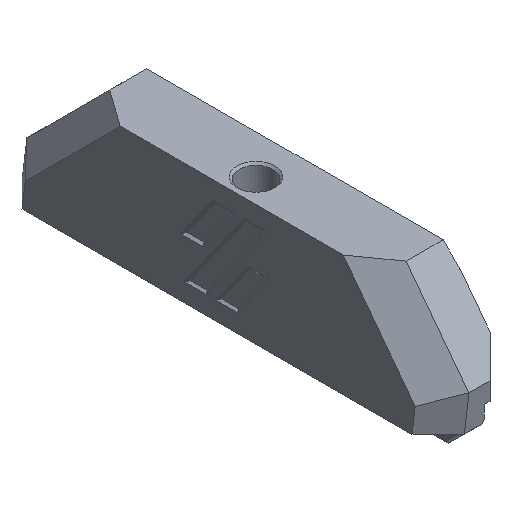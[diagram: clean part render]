
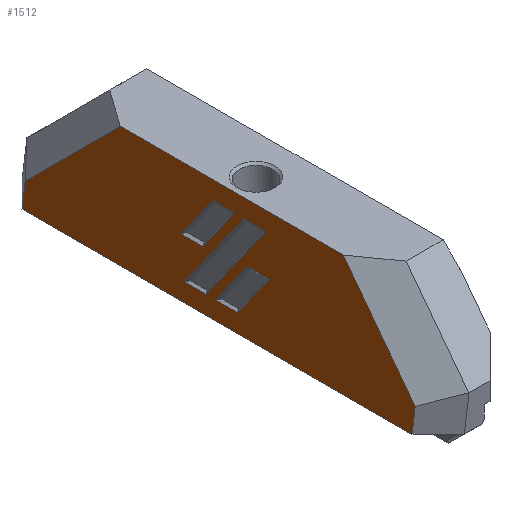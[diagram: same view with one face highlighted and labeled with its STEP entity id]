
A CAD part, isometric view. The second image highlights one B-rep face of the part: STEP entity #1512.
In plain terms, the highlighted planar face has unit normal (-0.99, 0, 0.139).
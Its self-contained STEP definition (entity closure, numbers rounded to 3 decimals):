
#24=FACE_BOUND('',#205,.T.);
#25=FACE_BOUND('',#206,.T.);
#26=FACE_BOUND('',#207,.T.);
#121=FACE_OUTER_BOUND('',#204,.T.);
#204=EDGE_LOOP('',(#1284,#1285,#1286,#1287,#1288,#1289));
#205=EDGE_LOOP('',(#1290,#1291,#1292,#1293));
#206=EDGE_LOOP('',(#1294,#1295,#1296,#1297));
#207=EDGE_LOOP('',(#1298,#1299,#1300,#1301));
#288=LINE('',#2172,#476);
#347=LINE('',#2316,#535);
#350=LINE('',#2321,#538);
#352=LINE('',#2325,#540);
#354=LINE('',#2328,#542);
#356=LINE('',#2333,#544);
#358=LINE('',#2337,#546);
#360=LINE('',#2341,#548);
#362=LINE('',#2344,#550);
#363=LINE('',#2348,#551);
#367=LINE('',#2356,#555);
#372=LINE('',#2367,#560);
#375=LINE('',#2372,#563);
#377=LINE('',#2376,#565);
#379=LINE('',#2379,#567);
#381=LINE('',#2384,#569);
#397=LINE('',#2611,#585);
#398=LINE('',#2613,#586);
#476=VECTOR('',#1756,1000.);
#535=VECTOR('',#1877,10.);
#538=VECTOR('',#1882,10.);
#540=VECTOR('',#1886,10.);
#542=VECTOR('',#1890,10.);
#544=VECTOR('',#1894,10.);
#546=VECTOR('',#1898,10.);
#548=VECTOR('',#1902,10.);
#550=VECTOR('',#1906,10.);
#551=VECTOR('',#1909,10.);
#555=VECTOR('',#1915,10.);
#560=VECTOR('',#1922,10.);
#563=VECTOR('',#1927,10.);
#565=VECTOR('',#1931,10.);
#567=VECTOR('',#1935,10.);
#569=VECTOR('',#1939,10.);
#585=VECTOR('',#1987,10.);
#586=VECTOR('',#1990,10.);
#643=VERTEX_POINT('',#2169);
#644=VERTEX_POINT('',#2171);
#697=VERTEX_POINT('',#2314);
#698=VERTEX_POINT('',#2315);
#699=VERTEX_POINT('',#2320);
#700=VERTEX_POINT('',#2324);
#701=VERTEX_POINT('',#2330);
#702=VERTEX_POINT('',#2332);
#703=VERTEX_POINT('',#2336);
#704=VERTEX_POINT('',#2340);
#705=VERTEX_POINT('',#2346);
#706=VERTEX_POINT('',#2347);
#709=VERTEX_POINT('',#2355);
#713=VERTEX_POINT('',#2365);
#714=VERTEX_POINT('',#2366);
#715=VERTEX_POINT('',#2371);
#716=VERTEX_POINT('',#2375);
#718=VERTEX_POINT('',#2383);
#800=EDGE_CURVE('',#643,#644,#288,.T.);
#870=EDGE_CURVE('',#697,#698,#347,.T.);
#873=EDGE_CURVE('',#698,#699,#350,.T.);
#875=EDGE_CURVE('',#699,#700,#352,.T.);
#877=EDGE_CURVE('',#700,#697,#354,.T.);
#879=EDGE_CURVE('',#701,#702,#356,.T.);
#881=EDGE_CURVE('',#702,#703,#358,.T.);
#883=EDGE_CURVE('',#703,#704,#360,.T.);
#885=EDGE_CURVE('',#704,#701,#362,.T.);
#886=EDGE_CURVE('',#705,#706,#363,.T.);
#890=EDGE_CURVE('',#706,#709,#367,.T.);
#895=EDGE_CURVE('',#713,#714,#372,.T.);
#898=EDGE_CURVE('',#714,#715,#375,.T.);
#900=EDGE_CURVE('',#715,#716,#377,.T.);
#902=EDGE_CURVE('',#716,#713,#379,.T.);
#904=EDGE_CURVE('',#709,#718,#381,.T.);
#930=EDGE_CURVE('',#644,#705,#397,.T.);
#931=EDGE_CURVE('',#718,#643,#398,.T.);
#1284=ORIENTED_EDGE('',*,*,#890,.F.);
#1285=ORIENTED_EDGE('',*,*,#886,.F.);
#1286=ORIENTED_EDGE('',*,*,#930,.F.);
#1287=ORIENTED_EDGE('',*,*,#800,.F.);
#1288=ORIENTED_EDGE('',*,*,#931,.F.);
#1289=ORIENTED_EDGE('',*,*,#904,.F.);
#1290=ORIENTED_EDGE('',*,*,#902,.F.);
#1291=ORIENTED_EDGE('',*,*,#900,.F.);
#1292=ORIENTED_EDGE('',*,*,#898,.F.);
#1293=ORIENTED_EDGE('',*,*,#895,.F.);
#1294=ORIENTED_EDGE('',*,*,#885,.F.);
#1295=ORIENTED_EDGE('',*,*,#883,.F.);
#1296=ORIENTED_EDGE('',*,*,#881,.F.);
#1297=ORIENTED_EDGE('',*,*,#879,.F.);
#1298=ORIENTED_EDGE('',*,*,#877,.F.);
#1299=ORIENTED_EDGE('',*,*,#875,.F.);
#1300=ORIENTED_EDGE('',*,*,#873,.F.);
#1301=ORIENTED_EDGE('',*,*,#870,.F.);
#1434=PLANE('',#1624);
#1512=ADVANCED_FACE('',(#121,#24,#25,#26),#1434,.F.);
#1624=AXIS2_PLACEMENT_3D('',#2612,#1988,#1989);
#1756=DIRECTION('',(0.,1.,0.));
#1877=DIRECTION('',(-0.116,0.549,-0.828));
#1882=DIRECTION('',(0.,-1.,0.));
#1886=DIRECTION('',(0.116,-0.549,0.828));
#1890=DIRECTION('',(0.,1.,0.));
#1894=DIRECTION('',(0.116,-0.549,0.828));
#1898=DIRECTION('',(0.,1.,0.));
#1902=DIRECTION('',(-0.116,0.549,-0.828));
#1906=DIRECTION('',(0.,-1.,0.));
#1909=DIRECTION('',(0.099,-0.704,0.704));
#1915=DIRECTION('',(0.,-1.,0.));
#1922=DIRECTION('',(0.,-1.,0.));
#1927=DIRECTION('',(0.116,-0.549,0.827));
#1931=DIRECTION('',(0.,1.,0.));
#1935=DIRECTION('',(-0.116,0.549,-0.827));
#1939=DIRECTION('',(-0.099,-0.704,-0.704));
#1987=DIRECTION('',(0.139,0.,0.99));
#1988=DIRECTION('center_axis',(0.99,0.,-0.139));
#1989=DIRECTION('ref_axis',(-0.139,0.,-0.99));
#1990=DIRECTION('',(-0.139,0.,-0.99));
#2169=CARTESIAN_POINT('',(4.,-25.,-4.));
#2171=CARTESIAN_POINT('',(4.,50.,-4.));
#2172=CARTESIAN_POINT('',(4.,0.,-4.));
#2314=CARTESIAN_POINT('',(6.435,15.813,13.364));
#2315=CARTESIAN_POINT('',(5.375,20.829,5.807));
#2316=CARTESIAN_POINT('',(4.927,22.953,2.607));
#2320=CARTESIAN_POINT('',(5.375,16.588,5.807));
#2321=CARTESIAN_POINT('',(5.375,20.902,5.807));
#2324=CARTESIAN_POINT('',(6.435,11.573,13.364));
#2325=CARTESIAN_POINT('',(5.235,17.251,4.808));
#2328=CARTESIAN_POINT('',(6.435,20.299,13.364));
#2330=CARTESIAN_POINT('',(4.426,15.029,-0.96));
#2332=CARTESIAN_POINT('',(6.435,5.522,13.364));
#2333=CARTESIAN_POINT('',(5.042,12.114,3.433));
#2336=CARTESIAN_POINT('',(6.435,9.762,13.364));
#2337=CARTESIAN_POINT('',(6.435,17.273,13.364));
#2340=CARTESIAN_POINT('',(4.426,19.269,-0.96));
#2341=CARTESIAN_POINT('',(4.259,20.06,-2.151));
#2344=CARTESIAN_POINT('',(4.426,20.122,-0.96));
#2346=CARTESIAN_POINT('',(4.612,50.,0.363));
#2347=CARTESIAN_POINT('',(6.861,33.963,16.4));
#2348=CARTESIAN_POINT('',(5.774,41.714,8.649));
#2355=CARTESIAN_POINT('',(6.861,-8.963,16.4));
#2356=CARTESIAN_POINT('',(6.861,-6.5,16.4));
#2365=CARTESIAN_POINT('',(4.428,13.22,-0.95));
#2366=CARTESIAN_POINT('',(4.428,8.98,-0.95));
#2367=CARTESIAN_POINT('',(4.428,17.098,-0.95));
#2371=CARTESIAN_POINT('',(5.488,3.963,6.607));
#2372=CARTESIAN_POINT('',(4.376,9.225,-1.319));
#2375=CARTESIAN_POINT('',(5.488,8.203,6.607));
#2376=CARTESIAN_POINT('',(5.488,16.494,6.607));
#2379=CARTESIAN_POINT('',(4.067,14.926,-3.52));
#2383=CARTESIAN_POINT('',(4.612,-25.,0.363));
#2384=CARTESIAN_POINT('',(6.642,-10.525,14.838));
#2611=CARTESIAN_POINT('',(4.41,50.,-1.074));
#2612=CARTESIAN_POINT('Origin',(4.348,25.,-1.521));
#2613=CARTESIAN_POINT('',(4.41,-25.,-1.074));
